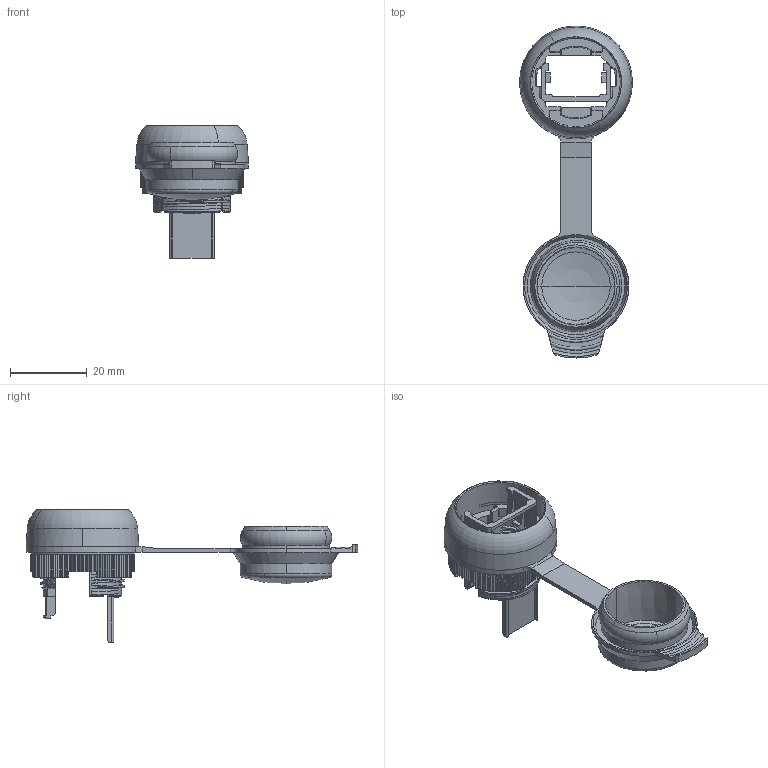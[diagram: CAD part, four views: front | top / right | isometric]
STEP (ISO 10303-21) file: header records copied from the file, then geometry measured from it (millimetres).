
FILE_DESCRIPTION(('Creo Elements/Direct Modeling STEP Export'),'2;1');
FILE_NAME('0lndrp343jknbra4816','2016-07-07T 9:29:30',(''),(''),'PTC Creo Elements/Direct Modeling STEP processor for AP214 (Solid Model)','PTC Creo Elements/Direct Modeling 19.0B 21-Mar-2015 (C) Parametric Technology GmbH','');
FILE_SCHEMA(('AUTOMOTIVE_DESIGN { 1 0 10303 214 1 1 1 1 }'));
Length unit declared in the file: millimetre
Products named in the file (4): H06001A0006H3; H06001A0006H1; H06001A0006H4; ATR_C22
Assembly tree (3 placements, depth 2):
  ATR_C22
    H06001A0006H4
    H06001A0006H1
    H06001A0006H3
Bounding box: 29.5 x 86.75 x 34.7 mm (x, y, z)
Volume: 7385.5 mm3; surface area: 10981.4 mm2
Topology: 3 solids, 3 shells, 1004 faces, 2745 edges, 1747 vertices
Faces by surface type: plane 689, cylinder 111, cone 107, bspline 81, torus 10, sphere 6
Entity records: 94122 total; most frequent: CARTESIAN_POINT 66433, ORIENTED_EDGE 5482, DIRECTION 4545, EDGE_CURVE 2741, VECTOR 1847, LINE 1847, VERTEX_POINT 1747, AXIS2_PLACEMENT_3D 1349
